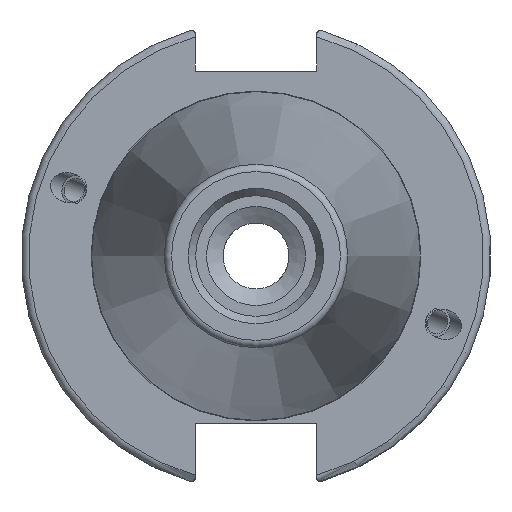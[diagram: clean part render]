
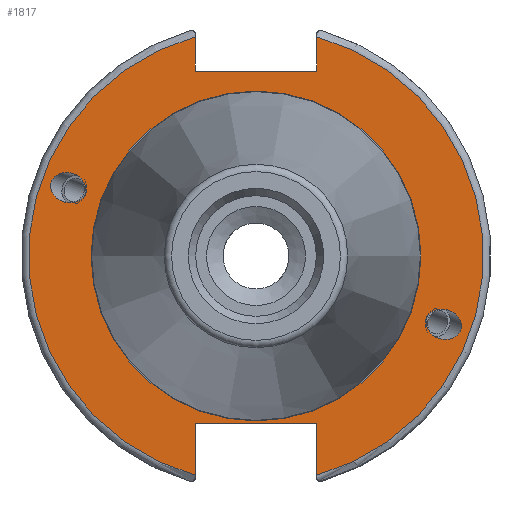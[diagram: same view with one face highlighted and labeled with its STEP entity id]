
A CAD part, left-side view. The second image highlights one B-rep face of the part: STEP entity #1817.
In plain terms, the highlighted planar face has unit normal (-1, 0, 0).
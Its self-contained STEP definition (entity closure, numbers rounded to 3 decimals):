
#39=ELLIPSE('',#2005,2.442,2.);
#48=ELLIPSE('',#2048,2.442,2.);
#60=PLANE('',#2058);
#127=FACE_BOUND('',#337,.T.);
#128=FACE_BOUND('',#338,.T.);
#129=FACE_BOUND('',#339,.T.);
#225=FACE_OUTER_BOUND('',#336,.T.);
#336=EDGE_LOOP('',(#1492,#1493,#1494,#1495,#1496,#1497,#1498,#1499));
#337=EDGE_LOOP('',(#1500));
#338=EDGE_LOOP('',(#1501));
#339=EDGE_LOOP('',(#1502));
#429=LINE('',#3293,#520);
#430=LINE('',#3295,#521);
#431=LINE('',#3297,#522);
#432=LINE('',#3301,#523);
#433=LINE('',#3303,#524);
#434=LINE('',#3304,#525);
#520=VECTOR('',#2530,10.);
#521=VECTOR('',#2531,10.);
#522=VECTOR('',#2532,10.);
#523=VECTOR('',#2535,10.);
#524=VECTOR('',#2536,10.);
#525=VECTOR('',#2537,10.);
#662=CIRCLE('',#2056,22.3);
#664=CIRCLE('',#2059,30.75);
#665=CIRCLE('',#2060,30.75);
#775=VERTEX_POINT('',#3086);
#815=VERTEX_POINT('',#3269);
#820=VERTEX_POINT('',#3284);
#821=VERTEX_POINT('',#3289);
#822=VERTEX_POINT('',#3290);
#823=VERTEX_POINT('',#3292);
#824=VERTEX_POINT('',#3294);
#825=VERTEX_POINT('',#3296);
#826=VERTEX_POINT('',#3298);
#827=VERTEX_POINT('',#3300);
#828=VERTEX_POINT('',#3302);
#998=EDGE_CURVE('',#775,#775,#39,.T.);
#1054=EDGE_CURVE('',#815,#815,#48,.T.);
#1061=EDGE_CURVE('',#820,#820,#662,.T.);
#1063=EDGE_CURVE('',#821,#822,#664,.T.);
#1064=EDGE_CURVE('',#821,#823,#429,.T.);
#1065=EDGE_CURVE('',#823,#824,#430,.T.);
#1066=EDGE_CURVE('',#824,#825,#431,.T.);
#1067=EDGE_CURVE('',#826,#825,#665,.T.);
#1068=EDGE_CURVE('',#826,#827,#432,.T.);
#1069=EDGE_CURVE('',#827,#828,#433,.T.);
#1070=EDGE_CURVE('',#828,#822,#434,.T.);
#1492=ORIENTED_EDGE('',*,*,#1063,.F.);
#1493=ORIENTED_EDGE('',*,*,#1064,.T.);
#1494=ORIENTED_EDGE('',*,*,#1065,.T.);
#1495=ORIENTED_EDGE('',*,*,#1066,.T.);
#1496=ORIENTED_EDGE('',*,*,#1067,.F.);
#1497=ORIENTED_EDGE('',*,*,#1068,.T.);
#1498=ORIENTED_EDGE('',*,*,#1069,.T.);
#1499=ORIENTED_EDGE('',*,*,#1070,.T.);
#1500=ORIENTED_EDGE('',*,*,#998,.T.);
#1501=ORIENTED_EDGE('',*,*,#1054,.T.);
#1502=ORIENTED_EDGE('',*,*,#1061,.F.);
#1817=ADVANCED_FACE('',(#225,#127,#128,#129),#60,.T.);
#2005=AXIS2_PLACEMENT_3D('',#3088,#2401,#2402);
#2048=AXIS2_PLACEMENT_3D('',#3271,#2504,#2505);
#2056=AXIS2_PLACEMENT_3D('',#3286,#2522,#2523);
#2058=AXIS2_PLACEMENT_3D('',#3288,#2526,#2527);
#2059=AXIS2_PLACEMENT_3D('',#3291,#2528,#2529);
#2060=AXIS2_PLACEMENT_3D('',#3299,#2533,#2534);
#2401=DIRECTION('center_axis',(1.,0.,0.));
#2402=DIRECTION('ref_axis',(0.,-0.94,-0.342));
#2504=DIRECTION('center_axis',(1.,0.,0.));
#2505=DIRECTION('ref_axis',(0.,0.94,0.342));
#2522=DIRECTION('center_axis',(-1.,0.,0.));
#2523=DIRECTION('ref_axis',(0.,-1.,0.));
#2526=DIRECTION('center_axis',(-1.,0.,0.));
#2527=DIRECTION('ref_axis',(0.,0.,1.));
#2528=DIRECTION('center_axis',(1.,0.,0.));
#2529=DIRECTION('ref_axis',(0.,-1.,0.));
#2530=DIRECTION('',(0.,0.,-1.));
#2531=DIRECTION('',(0.,1.,0.));
#2532=DIRECTION('',(0.,0.,1.));
#2533=DIRECTION('center_axis',(1.,0.,0.));
#2534=DIRECTION('ref_axis',(0.,1.,0.));
#2535=DIRECTION('',(0.,0.,1.));
#2536=DIRECTION('',(0.,-1.,0.));
#2537=DIRECTION('',(0.,0.,-1.));
#3086=CARTESIAN_POINT('',(3.175,-23.077,-8.399));
#3088=CARTESIAN_POINT('Origin',(3.175,-25.372,-9.235));
#3269=CARTESIAN_POINT('',(3.175,23.077,8.399));
#3271=CARTESIAN_POINT('Origin',(3.175,25.372,9.235));
#3284=CARTESIAN_POINT('',(3.175,0.,22.3));
#3286=CARTESIAN_POINT('Origin',(3.175,0.,0.));
#3288=CARTESIAN_POINT('Origin',(3.175,31.75,0.));
#3289=CARTESIAN_POINT('',(3.175,-8.19,29.639));
#3290=CARTESIAN_POINT('',(3.175,-8.19,-29.639));
#3291=CARTESIAN_POINT('Origin',(3.175,0.,0.));
#3292=CARTESIAN_POINT('',(3.175,-8.19,25.));
#3293=CARTESIAN_POINT('',(3.175,-8.19,12.5));
#3294=CARTESIAN_POINT('',(3.175,8.19,25.));
#3295=CARTESIAN_POINT('',(3.175,15.875,25.));
#3296=CARTESIAN_POINT('',(3.175,8.19,29.639));
#3297=CARTESIAN_POINT('',(3.175,8.19,12.5));
#3298=CARTESIAN_POINT('',(3.175,8.19,-29.639));
#3299=CARTESIAN_POINT('Origin',(3.175,0.,0.));
#3300=CARTESIAN_POINT('',(3.175,8.19,-22.6));
#3301=CARTESIAN_POINT('',(3.175,8.19,-11.3));
#3302=CARTESIAN_POINT('',(3.175,-8.19,-22.6));
#3303=CARTESIAN_POINT('',(3.175,15.875,-22.6));
#3304=CARTESIAN_POINT('',(3.175,-8.19,-11.3));
